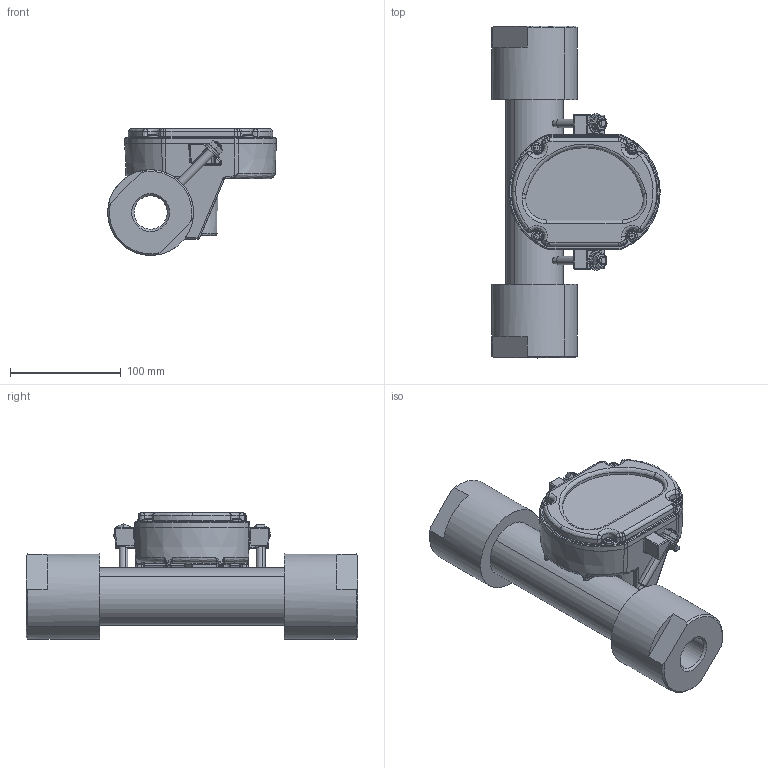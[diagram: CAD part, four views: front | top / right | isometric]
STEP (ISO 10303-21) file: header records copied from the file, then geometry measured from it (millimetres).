
FILE_DESCRIPTION (( 'STEP AP203' ), '1' );
FILE_NAME ('3809G-E-10-B-2-A-0-0.STEP', '2019-08-13T17:28:52', ( '' ), ( '' ), 'SwSTEP 2.0', 'SolidWorks 2019', '' );
FILE_SCHEMA (( 'CONFIG_CONTROL_DESIGN' ));
Length unit declared in the file: inch
Products named in the file (2): 3809G-E-10-B-2-A-0-0
Bounding box: 152.32 x 299.97 x 114.69 mm (x, y, z)
Surface area: 150065.5 mm2 (no closed solid volume)
Topology: 0 solids, 19 shells, 524 faces, 1417 edges, 860 vertices
Faces by surface type: bspline 166, plane 135, cylinder 125, cone 78, torus 20
Entity records: 22664 total; most frequent: CARTESIAN_POINT 10727, ORIENTED_EDGE 2438, DIRECTION 2323, EDGE_CURVE 1383, AXIS2_PLACEMENT_3D 893, VERTEX_POINT 860, EDGE_LOOP 548, VECTOR 537
